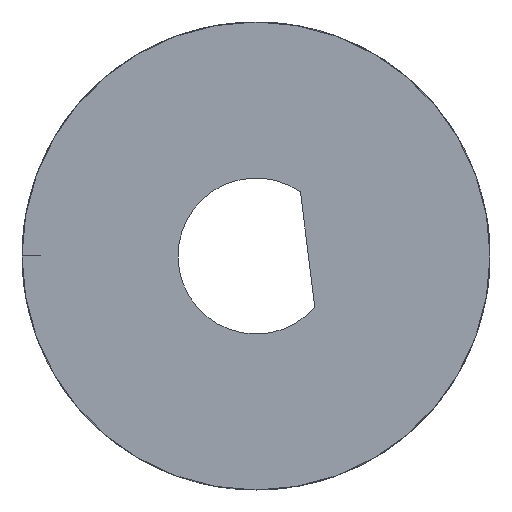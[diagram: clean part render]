
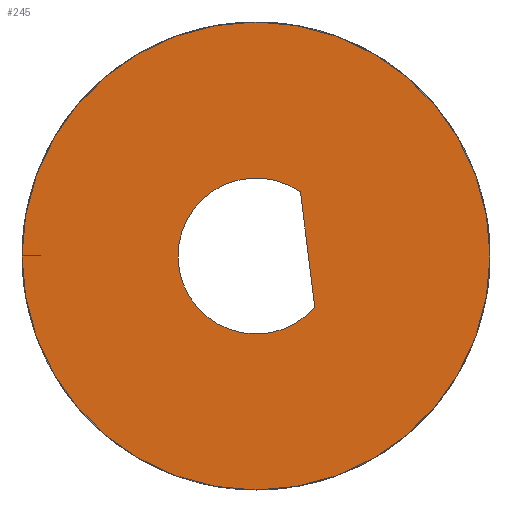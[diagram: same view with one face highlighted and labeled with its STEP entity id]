
A CAD part, front view. The second image highlights one B-rep face of the part: STEP entity #245.
In plain terms, the highlighted planar face has unit normal (0, -1, 0).
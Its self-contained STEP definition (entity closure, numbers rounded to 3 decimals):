
#16=FACE_BOUND('',#52,.T.);
#21=PLANE('',#280);
#36=FACE_OUTER_BOUND('',#51,.T.);
#51=EDGE_LOOP('',(#220,#221));
#52=EDGE_LOOP('',(#222,#223));
#55=CIRCLE('',#268,4.5);
#58=CIRCLE('',#274,4.5);
#60=CIRCLE('',#279,1.5);
#85=LINE('',#1144,#98);
#98=VECTOR('',#330,10.);
#113=VERTEX_POINT('',#596);
#115=VERTEX_POINT('',#599);
#120=VERTEX_POINT('',#1141);
#121=VERTEX_POINT('',#1143);
#140=EDGE_CURVE('',#115,#113,#55,.T.);
#149=EDGE_CURVE('',#113,#115,#58,.T.);
#153=EDGE_CURVE('',#121,#120,#85,.T.);
#155=EDGE_CURVE('',#120,#121,#60,.T.);
#220=ORIENTED_EDGE('',*,*,#140,.T.);
#221=ORIENTED_EDGE('',*,*,#149,.T.);
#222=ORIENTED_EDGE('',*,*,#153,.T.);
#223=ORIENTED_EDGE('',*,*,#155,.T.);
#245=ADVANCED_FACE('',(#36,#16),#21,.T.);
#268=AXIS2_PLACEMENT_3D('',#600,#306,#307);
#274=AXIS2_PLACEMENT_3D('',#1134,#320,#321);
#279=AXIS2_PLACEMENT_3D('',#1147,#334,#335);
#280=AXIS2_PLACEMENT_3D('',#1148,#336,#337);
#306=DIRECTION('center_axis',(0.,-1.,0.));
#307=DIRECTION('ref_axis',(-1.,0.,0.));
#320=DIRECTION('center_axis',(0.,-1.,0.));
#321=DIRECTION('ref_axis',(-1.,0.,0.));
#330=DIRECTION('',(0.124,0.,-0.992));
#334=DIRECTION('center_axis',(0.,1.,0.));
#335=DIRECTION('ref_axis',(0.569,0.,0.822));
#336=DIRECTION('center_axis',(0.,-1.,0.));
#337=DIRECTION('ref_axis',(1.,0.,0.));
#596=CARTESIAN_POINT('',(119.329,69.572,189.741));
#599=CARTESIAN_POINT('',(110.329,69.572,189.741));
#600=CARTESIAN_POINT('Origin',(114.829,69.572,189.741));
#1134=CARTESIAN_POINT('Origin',(114.829,69.572,189.741));
#1141=CARTESIAN_POINT('',(115.959,69.572,188.755));
#1143=CARTESIAN_POINT('',(115.683,69.572,190.974));
#1144=CARTESIAN_POINT('',(115.959,69.572,188.755));
#1147=CARTESIAN_POINT('Origin',(114.829,69.572,189.741));
#1148=CARTESIAN_POINT('Origin',(114.829,69.572,189.741));
